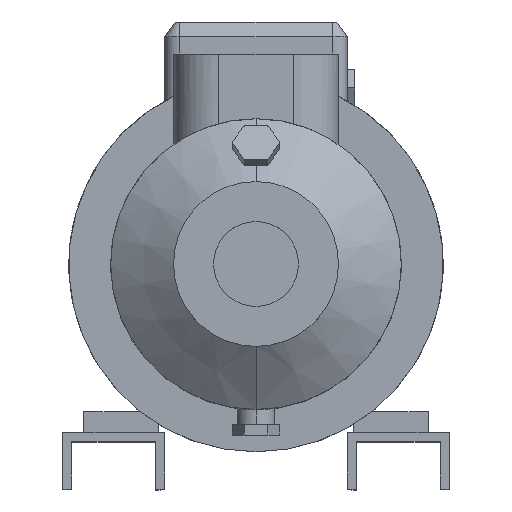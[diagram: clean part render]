
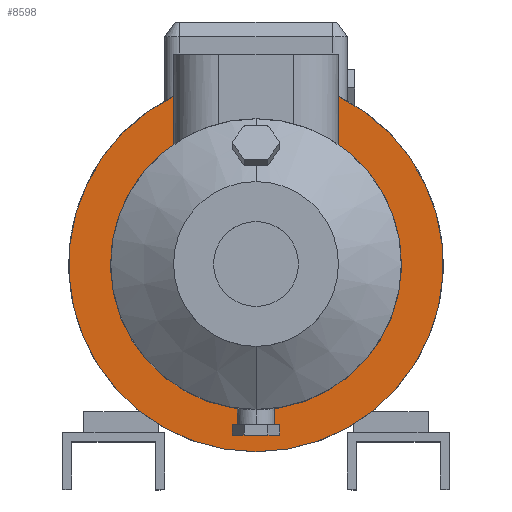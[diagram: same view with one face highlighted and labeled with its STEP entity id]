
A CAD part, top view. The second image highlights one B-rep face of the part: STEP entity #8598.
In plain terms, the highlighted planar face has unit normal (0, 0, 1).
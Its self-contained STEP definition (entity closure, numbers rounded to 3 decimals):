
#90 = ORIENTED_EDGE ( 'NONE', *, *, #1618, .F. ) ;
#1020 = EDGE_CURVE ( 'NONE', #6657, #4038, #1722, .T. ) ;
#1138 = VECTOR ( 'NONE', #9065, 1000. ) ;
#1300 = DIRECTION ( 'NONE',  ( 0., -1., 0. ) ) ;
#1429 = CARTESIAN_POINT ( 'NONE',  ( 0., -97., -43. ) ) ;
#1518 = CARTESIAN_POINT ( 'NONE',  ( -55., 79.9, -43. ) ) ;
#1618 = EDGE_CURVE ( 'NONE', #4675, #11354, #2059, .T. ) ;
#1722 = CIRCLE ( 'NONE', #8508, 97. ) ;
#1911 = EDGE_CURVE ( 'NONE', #7751, #11354, #11249, .T. ) ;
#2059 = LINE ( 'NONE', #11365, #11838 ) ;
#2447 = DIRECTION ( 'NONE',  ( 0., 0., 1. ) ) ;
#2652 = CARTESIAN_POINT ( 'NONE',  ( -55., 112.25, -43. ) ) ;
#2998 = CARTESIAN_POINT ( 'NONE',  ( 55., 79.9, -43. ) ) ;
#3035 = DIRECTION ( 'NONE',  ( 0., 0., 1. ) ) ;
#3372 = VERTEX_POINT ( 'NONE', #2652 ) ;
#3705 = ORIENTED_EDGE ( 'NONE', *, *, #1020, .F. ) ;
#4038 = VERTEX_POINT ( 'NONE', #1429 ) ;
#4074 = ORIENTED_EDGE ( 'NONE', *, *, #11199, .T. ) ;
#4277 = CARTESIAN_POINT ( 'NONE',  ( -55., -125.002, -43. ) ) ;
#4389 = EDGE_LOOP ( 'NONE', ( #90, #6709, #3705, #4074, #7239, #11770 ) ) ;
#4466 = PLANE ( 'NONE',  #11543 ) ;
#4675 = VERTEX_POINT ( 'NONE', #2998 ) ;
#5313 = CARTESIAN_POINT ( 'NONE',  ( 0., 0., -43. ) ) ;
#5376 = CARTESIAN_POINT ( 'NONE',  ( 0., 97., -43. ) ) ;
#6012 = AXIS2_PLACEMENT_3D ( 'NONE', #10726, #7687, #1300 ) ;
#6170 = DIRECTION ( 'NONE',  ( 0., -1., 0. ) ) ;
#6657 = VERTEX_POINT ( 'NONE', #1518 ) ;
#6709 = ORIENTED_EDGE ( 'NONE', *, *, #10234, .F. ) ;
#6807 = DIRECTION ( 'NONE',  ( 0., -1., 0. ) ) ;
#6885 = CIRCLE ( 'NONE', #10969, 125. ) ;
#7239 = ORIENTED_EDGE ( 'NONE', *, *, #8663, .T. ) ;
#7687 = DIRECTION ( 'NONE',  ( 0., 0., 1. ) ) ;
#7751 = VERTEX_POINT ( 'NONE', #11276 ) ;
#8163 = DIRECTION ( 'NONE',  ( 0., 1., 0. ) ) ;
#8266 = CIRCLE ( 'NONE', #11775, 97. ) ;
#8331 = CARTESIAN_POINT ( 'NONE',  ( 55., 112.25, -43. ) ) ;
#8508 = AXIS2_PLACEMENT_3D ( 'NONE', #5313, #2447, #6170 ) ;
#8598 = ADVANCED_FACE ( 'NONE', ( #9255 ), #4466, .F. ) ;
#8663 = EDGE_CURVE ( 'NONE', #3372, #7751, #6885, .T. ) ;
#9065 = DIRECTION ( 'NONE',  ( 0., 1., 0. ) ) ;
#9255 = FACE_OUTER_BOUND ( 'NONE', #4389, .T. ) ;
#9433 = CARTESIAN_POINT ( 'NONE',  ( 0., 0., -43. ) ) ;
#9856 = LINE ( 'NONE', #4277, #1138 ) ;
#10110 = DIRECTION ( 'NONE',  ( 0., 0., -1. ) ) ;
#10234 = EDGE_CURVE ( 'NONE', #4038, #4675, #8266, .T. ) ;
#10449 = DIRECTION ( 'NONE',  ( 0., 1., 0. ) ) ;
#10726 = CARTESIAN_POINT ( 'NONE',  ( 0., 0., -43. ) ) ;
#10969 = AXIS2_PLACEMENT_3D ( 'NONE', #9433, #11321, #11203 ) ;
#11199 = EDGE_CURVE ( 'NONE', #6657, #3372, #9856, .T. ) ;
#11203 = DIRECTION ( 'NONE',  ( 0., -1., 0. ) ) ;
#11244 = CARTESIAN_POINT ( 'NONE',  ( 0., 0., -43. ) ) ;
#11249 = CIRCLE ( 'NONE', #6012, 125. ) ;
#11276 = CARTESIAN_POINT ( 'NONE',  ( 0., -125., -43. ) ) ;
#11321 = DIRECTION ( 'NONE',  ( 0., 0., 1. ) ) ;
#11354 = VERTEX_POINT ( 'NONE', #8331 ) ;
#11365 = CARTESIAN_POINT ( 'NONE',  ( 55., -125.002, -43. ) ) ;
#11543 = AXIS2_PLACEMENT_3D ( 'NONE', #5376, #10110, #8163 ) ;
#11770 = ORIENTED_EDGE ( 'NONE', *, *, #1911, .T. ) ;
#11775 = AXIS2_PLACEMENT_3D ( 'NONE', #11244, #3035, #6807 ) ;
#11838 = VECTOR ( 'NONE', #10449, 1000. ) ;
